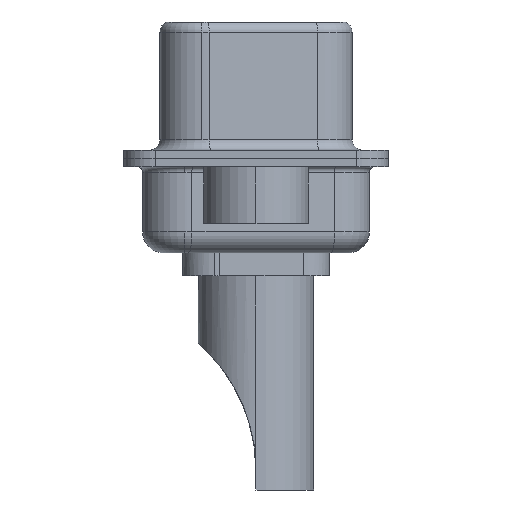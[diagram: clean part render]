
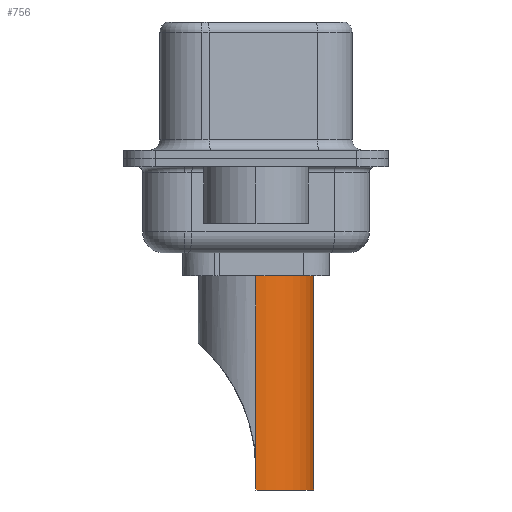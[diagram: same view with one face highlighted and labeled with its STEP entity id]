
A CAD part, left-side view. The second image highlights one B-rep face of the part: STEP entity #756.
In plain terms, the highlighted cylindrical face has radius 2.75 mm (diameter 5.5 mm), a partial arc.
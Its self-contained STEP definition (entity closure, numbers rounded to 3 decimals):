
#66 = LINE ( 'NONE', #2326, #512 ) ;
#512 = VECTOR ( 'NONE', #12378, 1000. ) ;
#529 = DIRECTION ( 'NONE',  ( 1., 0., 0. ) ) ;
#629 = LINE ( 'NONE', #17942, #15442 ) ;
#723 = DIRECTION ( 'NONE',  ( 0., 0., 1. ) ) ;
#756 = ADVANCED_FACE ( 'NONE', ( #2145 ), #11815, .T. ) ;
#796 = ORIENTED_EDGE ( 'NONE', *, *, #18449, .F. ) ;
#2145 = FACE_OUTER_BOUND ( 'NONE', #8750, .T. ) ;
#2230 = VECTOR ( 'NONE', #15481, 1000. ) ;
#2326 = CARTESIAN_POINT ( 'NONE',  ( 2.75, 0., -8.7 ) ) ;
#2541 = CARTESIAN_POINT ( 'NONE',  ( 2.75, 0., -7.764 ) ) ;
#3360 = AXIS2_PLACEMENT_3D ( 'NONE', #17746, #9089, #529 ) ;
#3757 = ORIENTED_EDGE ( 'NONE', *, *, #10728, .T. ) ;
#3817 = ORIENTED_EDGE ( 'NONE', *, *, #7841, .T. ) ;
#4064 = VERTEX_POINT ( 'NONE', #5246 ) ;
#4559 = CARTESIAN_POINT ( 'NONE',  ( 0., 0., 4.234 ) ) ;
#5246 = CARTESIAN_POINT ( 'NONE',  ( -2.75, 0., -7.764 ) ) ;
#5709 = DIRECTION ( 'NONE',  ( 1., 0., 0. ) ) ;
#5981 = LINE ( 'NONE', #12841, #9350 ) ;
#6422 = VERTEX_POINT ( 'NONE', #18254 ) ;
#6955 = AXIS2_PLACEMENT_3D ( 'NONE', #4559, #11032, #5709 ) ;
#7832 = VERTEX_POINT ( 'NONE', #2541 ) ;
#7841 = EDGE_CURVE ( 'NONE', #7832, #10898, #13688, .T. ) ;
#8205 = AXIS2_PLACEMENT_3D ( 'NONE', #8553, #18616, #9994 ) ;
#8444 = VERTEX_POINT ( 'NONE', #10910 ) ;
#8553 = CARTESIAN_POINT ( 'NONE',  ( 0., 0., 1.5 ) ) ;
#8750 = EDGE_LOOP ( 'NONE', ( #9223, #3757, #10216, #9116, #3817, #796 ) ) ;
#9089 = DIRECTION ( 'NONE',  ( 0., 0., 1. ) ) ;
#9116 = ORIENTED_EDGE ( 'NONE', *, *, #16506, .F. ) ;
#9223 = ORIENTED_EDGE ( 'NONE', *, *, #13026, .F. ) ;
#9350 = VECTOR ( 'NONE', #9957, 1000. ) ;
#9906 = CIRCLE ( 'NONE', #8205, 2.75 ) ;
#9957 = DIRECTION ( 'NONE',  ( 0., 0., -1. ) ) ;
#9994 = DIRECTION ( 'NONE',  ( 1., 0., 0. ) ) ;
#10216 = ORIENTED_EDGE ( 'NONE', *, *, #13629, .T. ) ;
#10381 = CARTESIAN_POINT ( 'NONE',  ( 2.75, 0., 1.5 ) ) ;
#10728 = EDGE_CURVE ( 'NONE', #4064, #8444, #5981, .T. ) ;
#10898 = VERTEX_POINT ( 'NONE', #10381 ) ;
#10910 = CARTESIAN_POINT ( 'NONE',  ( -2.75, 0., -8.7 ) ) ;
#11032 = DIRECTION ( 'NONE',  ( 0., 0., 1. ) ) ;
#11815 = CYLINDRICAL_SURFACE ( 'NONE', #6955, 2.75 ) ;
#12378 = DIRECTION ( 'NONE',  ( 0., 0., -1. ) ) ;
#12496 = CIRCLE ( 'NONE', #3360, 2.75 ) ;
#12841 = CARTESIAN_POINT ( 'NONE',  ( -2.75, 0., -8.7 ) ) ;
#13026 = EDGE_CURVE ( 'NONE', #4064, #17946, #629, .T. ) ;
#13629 = EDGE_CURVE ( 'NONE', #8444, #6422, #12496, .T. ) ;
#13688 = LINE ( 'NONE', #14013, #2230 ) ;
#14013 = CARTESIAN_POINT ( 'NONE',  ( 2.75, 0., 4.234 ) ) ;
#15442 = VECTOR ( 'NONE', #723, 1000. ) ;
#15481 = DIRECTION ( 'NONE',  ( 0., 0., 1. ) ) ;
#16052 = CARTESIAN_POINT ( 'NONE',  ( -2.75, 0., 1.5 ) ) ;
#16506 = EDGE_CURVE ( 'NONE', #7832, #6422, #66, .T. ) ;
#17746 = CARTESIAN_POINT ( 'NONE',  ( 0., 0., -8.7 ) ) ;
#17942 = CARTESIAN_POINT ( 'NONE',  ( -2.75, 0., 4.234 ) ) ;
#17946 = VERTEX_POINT ( 'NONE', #16052 ) ;
#18254 = CARTESIAN_POINT ( 'NONE',  ( 2.75, 0., -8.7 ) ) ;
#18449 = EDGE_CURVE ( 'NONE', #17946, #10898, #9906, .T. ) ;
#18616 = DIRECTION ( 'NONE',  ( 0., 0., 1. ) ) ;
